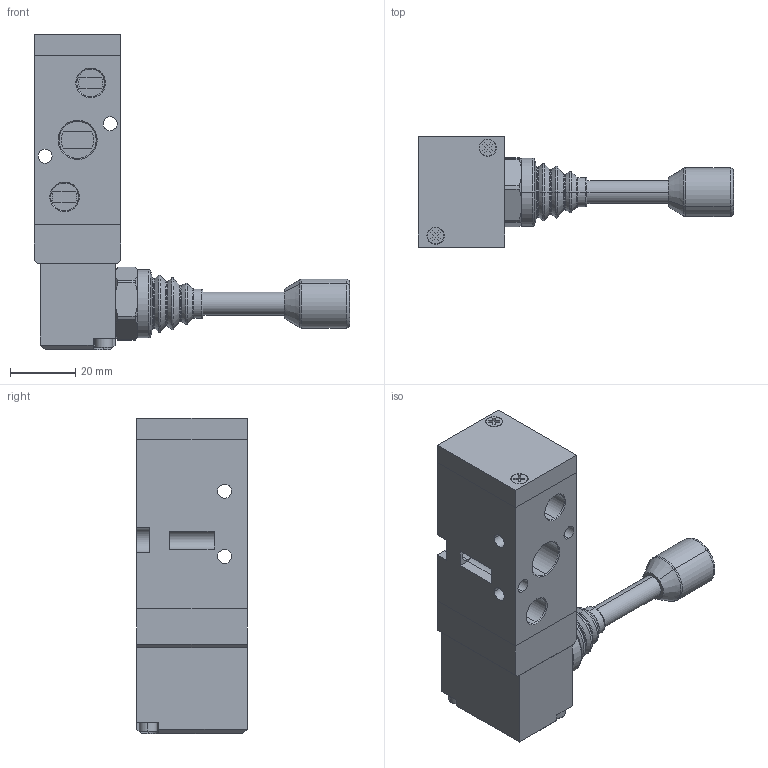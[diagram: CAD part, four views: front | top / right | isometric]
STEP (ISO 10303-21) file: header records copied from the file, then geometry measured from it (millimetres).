
FILE_DESCRIPTION (( 'STEP AP203' ), '1' );
FILE_NAME ('HLV440-D.STEP', '2016-01-12T10:09:22', ( 'yrd8' ), ( 'Hewlett-Packard Company' ), 'SwSTEP 2.0', 'SolidWorks 2008', '' );
FILE_SCHEMA (( 'CONFIG_CONTROL_DESIGN' ));
Length unit declared in the file: millimetre
Products named in the file (10): HLV440-D; SF4000 BODY_ル遽; SF4000 BODY COVER_ル遽; SF4000 SEMY_ル遽; HLV-D; lever block_釭餌ル衛橈擠; 腊阿 权 杭飘(M3x40)_M3X40; HLV nut_釭餌ル衛橈擠; lever handle; HLV Bellows-1
Assembly tree (10 placements, depth 3):
  HLV440-D
    SF4000 BODY COVER_ル遽
    SF4000 BODY_ル遽
    SF4000 SEMY_ル遽
    HLV-D
      HLV nut_釭餌ル衛橈擠
      HLV Bellows-1
      腊阿 权 杭飘(M3x40)_M3X40  x2
      lever block_釭餌ル衛橈擠
      lever handle
Bounding box: 96.75 x 34 x 97 mm (x, y, z)
Volume: 74209.6 mm3; surface area: 33390.5 mm2
Topology: 9 solids, 9 shells, 432 faces, 1033 edges, 616 vertices
Faces by surface type: plane 164, cylinder 117, cone 64, torus 51, bspline 36
Entity records: 13312 total; most frequent: CARTESIAN_POINT 2725, DIRECTION 2072, ORIENTED_EDGE 1914, EDGE_CURVE 957, AXIS2_PLACEMENT_3D 800, VERTEX_POINT 593, LINE 472, VECTOR 472
